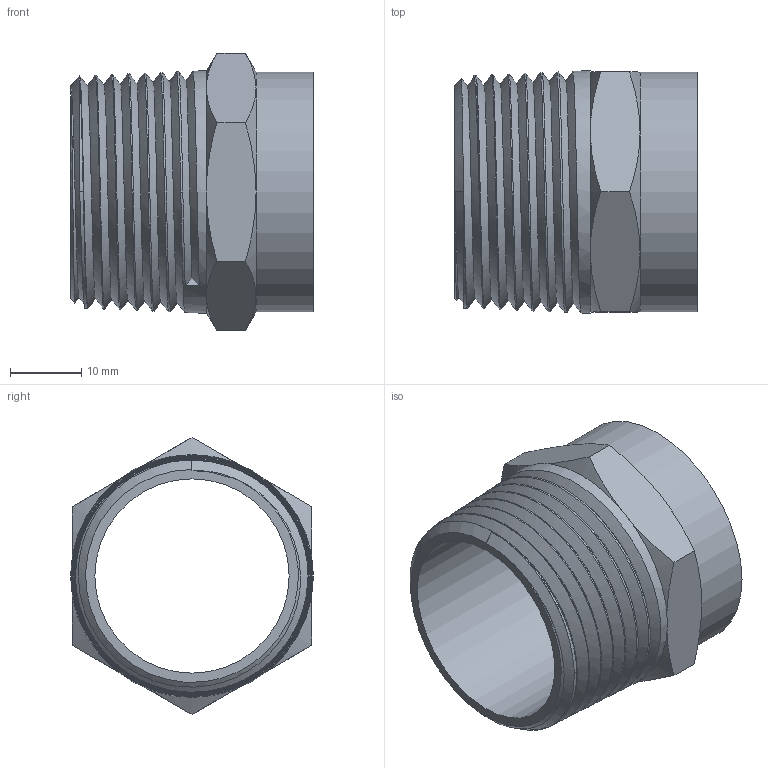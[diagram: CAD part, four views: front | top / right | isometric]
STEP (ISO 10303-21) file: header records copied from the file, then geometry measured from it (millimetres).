
FILE_DESCRIPTION(/* description */ ('Unknown'),/* implementation_level */ '2;1');
FILE_NAME(/* name */ 'R-208-8kt Euqal 33.7',/* time_stamp */ '2022-10-31T14:17:45+08:00',/* author */ ('Unknown'),/* organization */ ('Unknown'),/* preprocessor_version */ 'ST-DEVELOPER v16.7',/* originating_system */ 'DEX',/* authorisation */ $);
FILE_SCHEMA (('AUTOMOTIVE_DESIGN {1 0 10303 214 3 1 1}'));
Length unit declared in the file: millimetre
Products named in the file (2): R-208-8kt Euqal 33; R-208-8kt Euqal 33.7
Assembly tree (1 placements, depth 2):
  R-208-8kt Euqal 33
    R-208-8kt Euqal 33.7
Bounding box: 34 x 34.1 x 38.91 mm (x, y, z)
Volume: 9092.3 mm3; surface area: 8071.6 mm2
Topology: 1 solids, 1 shells, 41 faces, 110 edges, 73 vertices
Faces by surface type: cone 22, plane 12, cylinder 4, bspline 3
Full cylindrical faces by diameter (mm): 3 x1, 27.3 x1, 28.7 x1, 33.7 x1
Entity records: 3465 total; most frequent: CARTESIAN_POINT 2612, ORIENTED_EDGE 194, DIRECTION 121, EDGE_CURVE 97, VERTEX_POINT 73, B_SPLINE_CURVE_WITH_KNOTS 64, AXIS2_PLACEMENT_3D 55, EDGE_LOOP 44
